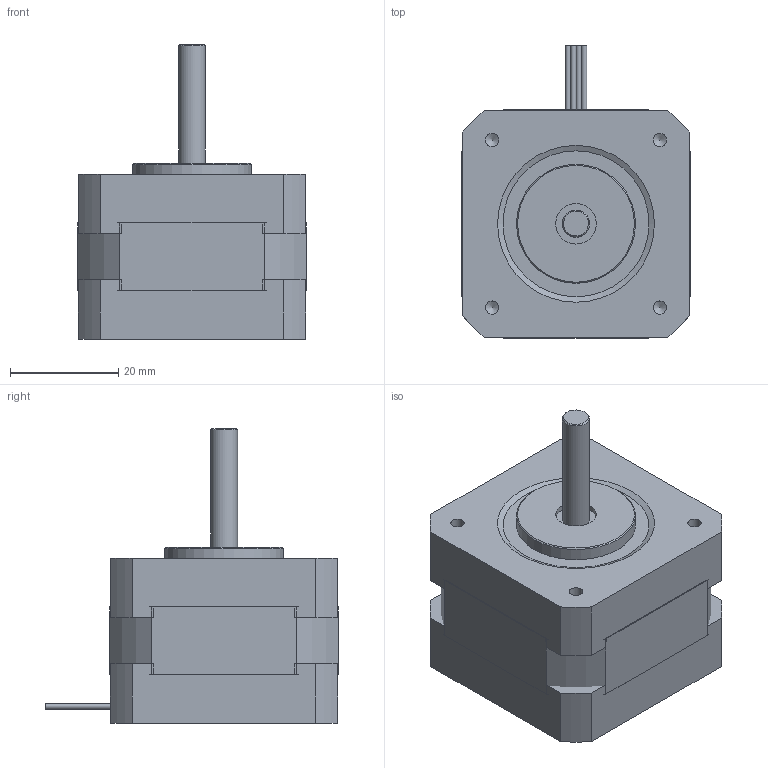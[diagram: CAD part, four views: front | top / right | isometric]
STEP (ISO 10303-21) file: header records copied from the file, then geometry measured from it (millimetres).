
FILE_DESCRIPTION(/* description */ (''),/* implementation_level */ '2;1');
FILE_NAME(/* name */ 'ST4118S1006-A.stp',/* time_stamp */ '2016-11-17T09:59:28+01:00',/* author */ ('schneid_cad'),/* organization */ (''),/* preprocessor_version */ 'ST-DEVELOPER v16.5',/* originating_system */ 'Autodesk Inventor 2017',/* authorisation */ '');
FILE_SCHEMA (('AUTOMOTIVE_DESIGN { 1 0 10303 214 3 1 1 }'));
Length unit declared in the file: millimetre
Products named in the file (1): ST4118S..._A
Bounding box: 42.3 x 54.15 x 54.54 mm (x, y, z)
Volume: 53308 mm3; surface area: 17531.1 mm2
Topology: 9 solids, 10 shells, 255 faces, 626 edges, 398 vertices
Faces by surface type: plane 131, cone 68, cylinder 48, sphere 4, torus 4
Full cylindrical faces by diameter (mm): 1 x7, 2.275 x4, 2.459 x4, 2.5 x4, 2.7 x4, 5 x3, 6 x4, 7.5 x1, 22 x1
Entity records: 7358 total; most frequent: CARTESIAN_POINT 1364, DIRECTION 1256, ORIENTED_EDGE 1120, EDGE_CURVE 560, AXIS2_PLACEMENT_3D 504, VERTEX_POINT 388, EDGE_LOOP 335, FACE_OUTER_BOUND 255
